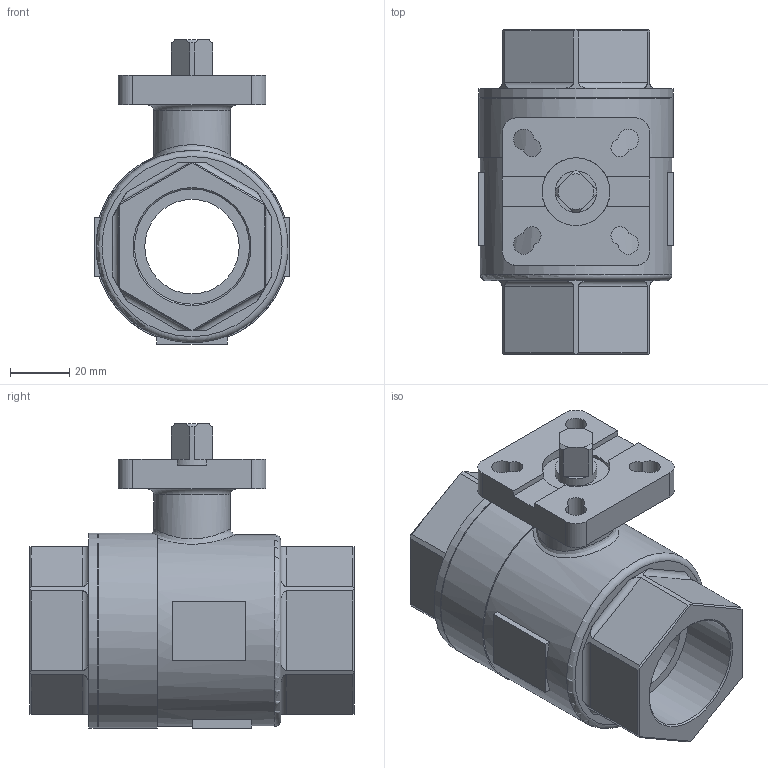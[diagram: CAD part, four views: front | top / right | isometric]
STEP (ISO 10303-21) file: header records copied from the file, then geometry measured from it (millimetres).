
FILE_DESCRIPTION( ( 'Unknown' ), '1' );
FILE_NAME( '8.550.032.stp', 'Unknown', ( 'Unknown' ), ( 'Unknown' ), 'PSStep 13.0', 'Unknown', ' ' );
FILE_SCHEMA( ( 'AUTOMOTIVE_DESIGN { 1 0 10303 214 1 1 1 1 }' ) );
Length unit declared in the file: millimetre
Products named in the file (1): 1
Bounding box: 66 x 110 x 103 mm (x, y, z)
Volume: 243501.6 mm3; surface area: 46946.4 mm2
Topology: 1 solids, 1 shells, 126 faces, 337 edges, 224 vertices
Faces by surface type: plane 83, cylinder 34, cone 6, torus 2, bspline 1
Full cylindrical faces by diameter (mm): 14 x1, 23 x1, 26 x1, 32 x1, 38.952 x2, 65 x2, 66 x2
Entity records: 6458 total; most frequent: CARTESIAN_POINT 2312, DIRECTION 644, ORIENTED_EDGE 628, EDGE_CURVE 314, AXIS2_PLACEMENT_3D 217, VERTEX_POINT 216, LINE 210, VECTOR 210
